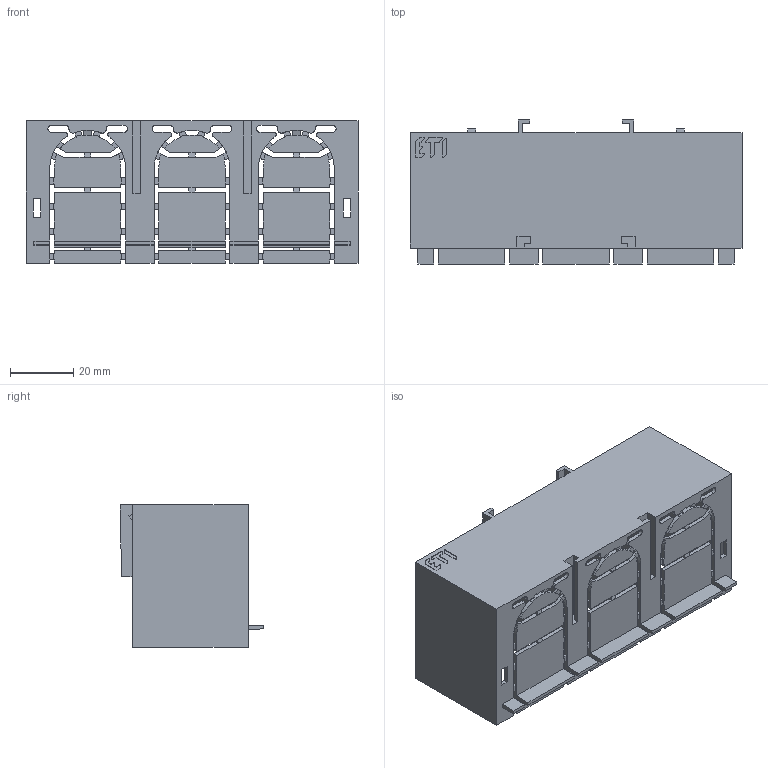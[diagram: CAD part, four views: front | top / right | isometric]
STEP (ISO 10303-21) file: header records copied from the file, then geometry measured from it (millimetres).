
FILE_DESCRIPTION((''),'2;1');
FILE_NAME('AA-KETO-00-3_36_ASM','2021-04-15T',('marketing.praksa'),('Audax d.o.o.'),'CREO PARAMETRIC BY PTC INC, 2017480','CREO PARAMETRIC BY PTC INC, 2017480','');
FILE_SCHEMA(('AUTOMOTIVE_DESIGN { 1 0 10303 214 1 1 1 1 }'));
Length unit declared in the file: millimetre
Products named in the file (3): WLOGO-66KETOAA; PRT8783; AA-KETO-00-3_36_ASM
Assembly tree (2 placements, depth 2):
  AA-KETO-00-3_36_ASM
    WLOGO-66KETOAA
    PRT8783
Bounding box: 105 x 45.5 x 45 mm (x, y, z)
Volume: 19191.2 mm3; surface area: 31163.1 mm2
Topology: 4 solids, 4 shells, 584 faces, 1850 edges, 1238 vertices
Faces by surface type: plane 470, cylinder 114
Entity records: 30454 total; most frequent: CARTESIAN_POINT 3822, ORIENTED_EDGE 3700, DIRECTION 3223, PRESENTATION_STYLE_ASSIGNMENT 2438, STYLED_ITEM 2438, CURVE_STYLE 1850, EDGE_CURVE 1850, VECTOR 1577
